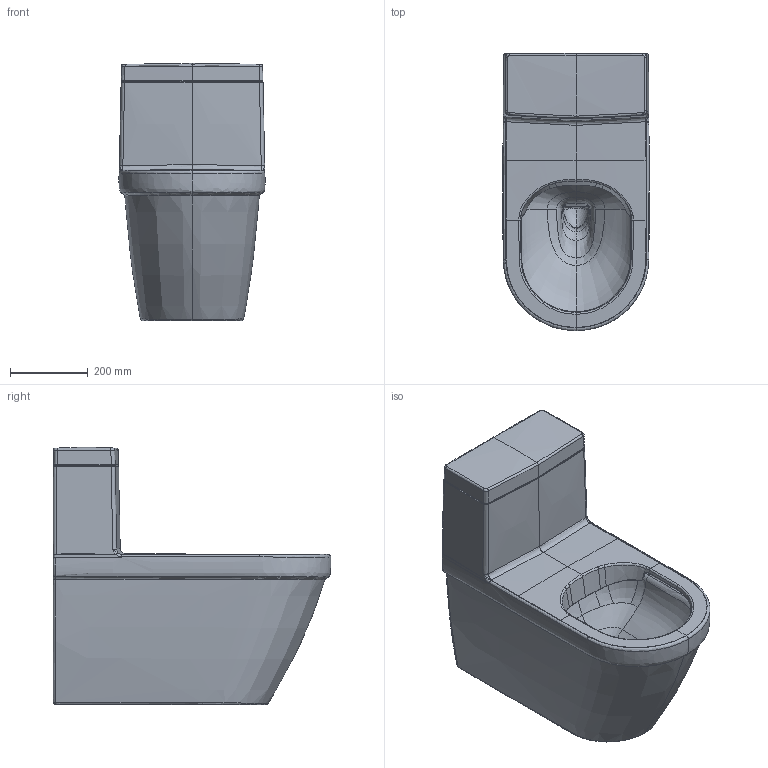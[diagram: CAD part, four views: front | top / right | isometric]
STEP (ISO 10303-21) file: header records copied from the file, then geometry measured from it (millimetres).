
FILE_DESCRIPTION(/* description */ (''),/* implementation_level */ '2;1');
FILE_NAME(/* name */ '568920_OA_Relaunch_OP.stp',/* time_stamp */ '2019-03-04T07:01:14+01:00',/* author */ (''),/* organization */ (''),/* preprocessor_version */ 'ST-DEVELOPER v16',/* originating_system */ 'SIEMENS PLM Software NX 10.0',/* authorisation */ '');
FILE_SCHEMA (('AUTOMOTIVE_DESIGN { 1 0 10303 214 3 1 1 1 }'));
Length unit declared in the file: millimetre
Products named in the file (1): Sier1ACC4003tuia
Bounding box: 375.34 x 711.6 x 659.59 mm (x, y, z)
Volume: 77858286.4 mm3; surface area: 1574626.5 mm2
Topology: 1 solids, 1 shells, 252 faces, 675 edges, 414 vertices
Faces by surface type: bspline 222, plane 18, cylinder 10, sphere 2
Entity records: 33183 total; most frequent: CARTESIAN_POINT 28862, ORIENTED_EDGE 1328, EDGE_CURVE 664, B_SPLINE_CURVE_WITH_KNOTS 575, VERTEX_POINT 414, ADVANCED_FACE 252, FACE_OUTER_BOUND 252, EDGE_LOOP 252
